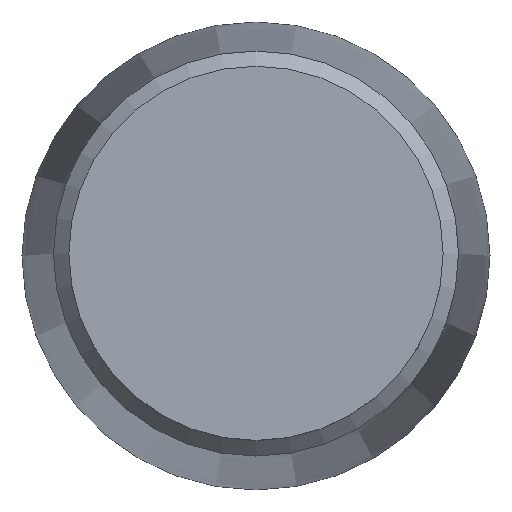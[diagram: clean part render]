
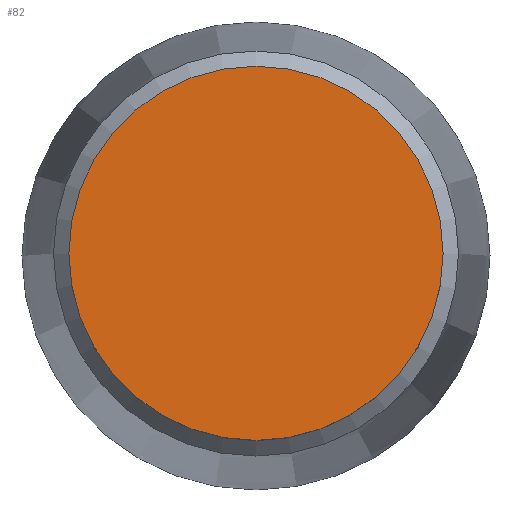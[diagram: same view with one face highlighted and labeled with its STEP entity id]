
A CAD part, top view. The second image highlights one B-rep face of the part: STEP entity #82.
In plain terms, the highlighted planar face has unit normal (0, 0, 1).
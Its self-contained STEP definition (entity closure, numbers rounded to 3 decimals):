
#82=ADVANCED_FACE('',(#103),#96,.F.);
#96=PLANE('',#245);
#103=FACE_OUTER_BOUND('',#113,.T.);
#113=EDGE_LOOP('',(#143));
#143=ORIENTED_EDGE('',*,*,#187,.F.);
#171=VERTEX_POINT('',#349);
#187=EDGE_CURVE('',#171,#171,#203,.T.);
#203=CIRCLE('',#243,12.5);
#243=AXIS2_PLACEMENT_3D('',#348,#287,#288);
#245=AXIS2_PLACEMENT_3D('',#351,#291,#292);
#287=DIRECTION('',(0.,0.,-1.));
#288=DIRECTION('',(0.,1.,0.));
#291=DIRECTION('',(0.,0.,-1.));
#292=DIRECTION('',(0.,-1.,0.));
#348=CARTESIAN_POINT('',(0.,0.,102.5));
#349=CARTESIAN_POINT('',(0.,12.5,102.5));
#351=CARTESIAN_POINT('',(0.,0.,102.5));
